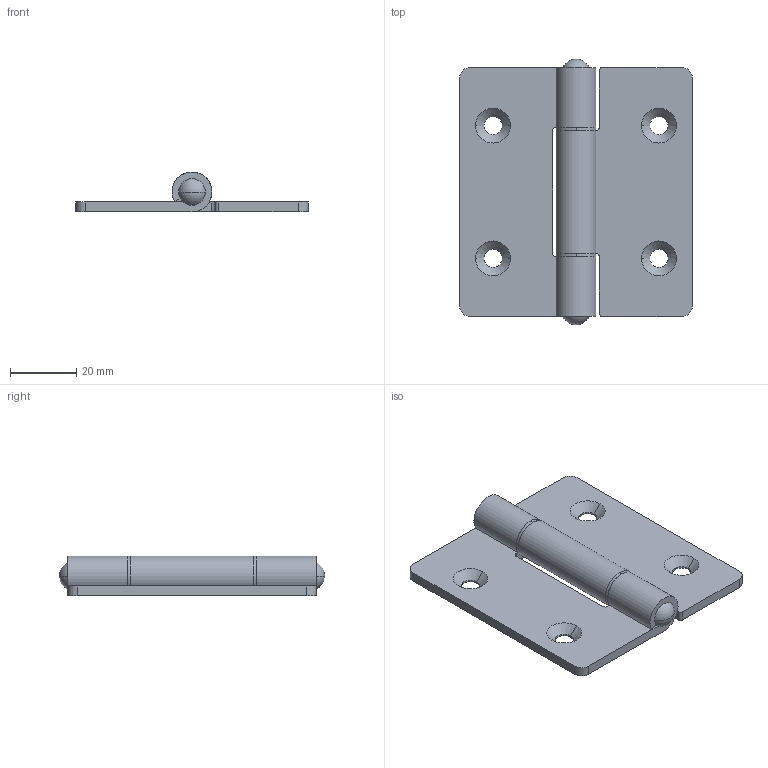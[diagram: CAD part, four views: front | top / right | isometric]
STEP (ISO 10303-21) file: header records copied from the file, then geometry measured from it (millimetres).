
FILE_DESCRIPTION (( 'STEP AP203' ), '1' );
FILE_NAME ('B-1001-14.STEP', '2008-11-26T01:09:48', ( ' ' ), ( ' ' ), 'SwSTEP 2.0', 'SolidWorks 2007', '' );
FILE_SCHEMA (( 'CONFIG_CONTROL_DESIGN' ));
Length unit declared in the file: millimetre
Products named in the file (5): B-1001-14嵗嬥__棉太倌; B-1001-14僸儞僕B__棉太倌; B-1001-14; B-1001-14幉__棉太倌; B-1001-14僸儞僕A__棉太倌
Assembly tree (5 placements, depth 2):
  B-1001-14
    B-1001-14幉__棉太倌
    B-1001-14嵗嬥__棉太倌  x2
    B-1001-14僸儞僕A__棉太倌
    B-1001-14僸儞僕B__棉太倌
Bounding box: 70 x 80 x 12 mm (x, y, z)
Volume: 21118 mm3; surface area: 16594.7 mm2
Topology: 5 solids, 5 shells, 72 faces, 174 edges, 114 vertices
Faces by surface type: cylinder 34, plane 26, cone 8, sphere 4
Entity records: 2549 total; most frequent: DIRECTION 386, CARTESIAN_POINT 342, ORIENTED_EDGE 324, EDGE_CURVE 162, AXIS2_PLACEMENT_3D 150, VERTEX_POINT 106, LINE 86, VECTOR 86
